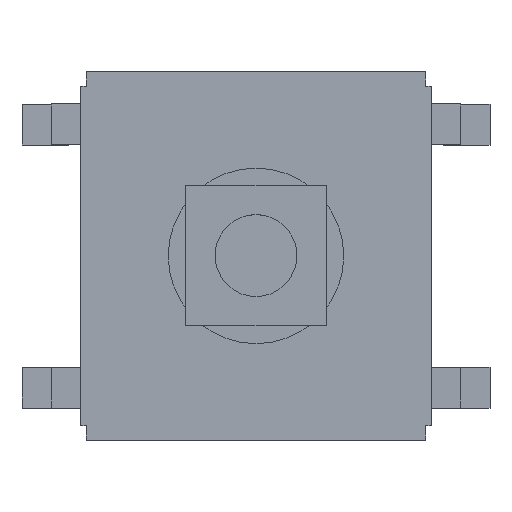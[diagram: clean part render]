
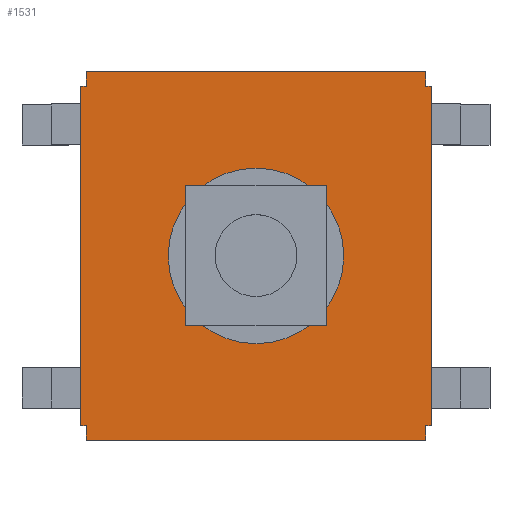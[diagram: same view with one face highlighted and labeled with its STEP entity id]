
A CAD part, top view. The second image highlights one B-rep face of the part: STEP entity #1531.
In plain terms, the highlighted planar face has unit normal (0, 0, 1).
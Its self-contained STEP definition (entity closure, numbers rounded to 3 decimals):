
#16=CIRCLE('',#1624,1.5);
#25=FACE_BOUND('',#160,.T.);
#76=FACE_OUTER_BOUND('',#159,.T.);
#159=EDGE_LOOP('',(#1182,#1183,#1184,#1185,#1186,#1187,#1188,#1189,#1190,
#1191,#1192,#1193));
#160=EDGE_LOOP('',(#1194));
#278=LINE('',#2190,#476);
#281=LINE('',#2197,#479);
#286=LINE('',#2208,#484);
#293=LINE('',#2221,#491);
#342=LINE('',#2319,#540);
#343=LINE('',#2322,#541);
#346=LINE('',#2328,#544);
#347=LINE('',#2330,#545);
#348=LINE('',#2332,#546);
#349=LINE('',#2333,#547);
#350=LINE('',#2334,#548);
#351=LINE('',#2335,#549);
#476=VECTOR('',#1783,1.);
#479=VECTOR('',#1788,1.);
#484=VECTOR('',#1797,1.);
#491=VECTOR('',#1808,1.);
#540=VECTOR('',#1897,1.);
#541=VECTOR('',#1900,1.);
#544=VECTOR('',#1905,1.);
#545=VECTOR('',#1906,1.);
#546=VECTOR('',#1907,1.);
#547=VECTOR('',#1908,1.);
#548=VECTOR('',#1909,1.);
#549=VECTOR('',#1910,1.);
#652=VERTEX_POINT('',#2182);
#655=VERTEX_POINT('',#2188);
#657=VERTEX_POINT('',#2194);
#658=VERTEX_POINT('',#2196);
#660=VERTEX_POINT('',#2204);
#662=VERTEX_POINT('',#2207);
#665=VERTEX_POINT('',#2218);
#666=VERTEX_POINT('',#2220);
#696=VERTEX_POINT('',#2321);
#698=VERTEX_POINT('',#2327);
#699=VERTEX_POINT('',#2329);
#700=VERTEX_POINT('',#2331);
#701=VERTEX_POINT('',#2336);
#806=EDGE_CURVE('',#655,#652,#278,.T.);
#809=EDGE_CURVE('',#658,#657,#281,.T.);
#814=EDGE_CURVE('',#662,#660,#286,.T.);
#821=EDGE_CURVE('',#665,#666,#293,.T.);
#870=EDGE_CURVE('',#658,#655,#342,.T.);
#871=EDGE_CURVE('',#696,#652,#343,.T.);
#874=EDGE_CURVE('',#698,#696,#346,.T.);
#875=EDGE_CURVE('',#657,#699,#347,.T.);
#876=EDGE_CURVE('',#699,#700,#348,.T.);
#877=EDGE_CURVE('',#700,#666,#349,.T.);
#878=EDGE_CURVE('',#665,#662,#350,.T.);
#879=EDGE_CURVE('',#660,#698,#351,.T.);
#880=EDGE_CURVE('',#701,#701,#16,.T.);
#1182=ORIENTED_EDGE('',*,*,#874,.T.);
#1183=ORIENTED_EDGE('',*,*,#871,.T.);
#1184=ORIENTED_EDGE('',*,*,#806,.F.);
#1185=ORIENTED_EDGE('',*,*,#870,.F.);
#1186=ORIENTED_EDGE('',*,*,#809,.T.);
#1187=ORIENTED_EDGE('',*,*,#875,.T.);
#1188=ORIENTED_EDGE('',*,*,#876,.T.);
#1189=ORIENTED_EDGE('',*,*,#877,.T.);
#1190=ORIENTED_EDGE('',*,*,#821,.F.);
#1191=ORIENTED_EDGE('',*,*,#878,.T.);
#1192=ORIENTED_EDGE('',*,*,#814,.T.);
#1193=ORIENTED_EDGE('',*,*,#879,.T.);
#1194=ORIENTED_EDGE('',*,*,#880,.F.);
#1376=PLANE('',#1623);
#1531=ADVANCED_FACE('',(#76,#25),#1376,.T.);
#1623=AXIS2_PLACEMENT_3D('',#2326,#1903,#1904);
#1624=AXIS2_PLACEMENT_3D('',#2337,#1911,#1912);
#1783=DIRECTION('',(0.,1.,0.));
#1788=DIRECTION('',(0.,1.,0.));
#1797=DIRECTION('',(0.,-1.,0.));
#1808=DIRECTION('',(0.,-1.,0.));
#1897=DIRECTION('',(-1.,0.,0.));
#1900=DIRECTION('',(1.,0.,0.));
#1903=DIRECTION('center_axis',(0.,0.,1.));
#1904=DIRECTION('ref_axis',(1.,0.,0.));
#1905=DIRECTION('',(0.,-1.,0.));
#1906=DIRECTION('',(1.,0.,0.));
#1907=DIRECTION('',(0.,1.,0.));
#1908=DIRECTION('',(-1.,0.,0.));
#1909=DIRECTION('',(-1.,0.,0.));
#1910=DIRECTION('',(-1.,0.,0.));
#1911=DIRECTION('center_axis',(0.,0.,1.));
#1912=DIRECTION('ref_axis',(0.,-1.,0.));
#2182=CARTESIAN_POINT('',(-2.9,-2.9,2.65));
#2188=CARTESIAN_POINT('',(-2.9,-3.15,2.65));
#2190=CARTESIAN_POINT('',(-2.9,-3.15,2.65));
#2194=CARTESIAN_POINT('',(2.9,-2.9,2.65));
#2196=CARTESIAN_POINT('',(2.9,-3.15,2.65));
#2197=CARTESIAN_POINT('',(2.9,-3.15,2.65));
#2204=CARTESIAN_POINT('',(-2.9,2.9,2.65));
#2207=CARTESIAN_POINT('',(-2.9,3.15,2.65));
#2208=CARTESIAN_POINT('',(-2.9,3.15,2.65));
#2218=CARTESIAN_POINT('',(2.9,3.15,2.65));
#2220=CARTESIAN_POINT('',(2.9,2.9,2.65));
#2221=CARTESIAN_POINT('',(2.9,3.15,2.65));
#2319=CARTESIAN_POINT('',(2.9,-3.15,2.65));
#2321=CARTESIAN_POINT('',(-3.,-2.9,2.65));
#2322=CARTESIAN_POINT('',(-3.,-2.9,2.65));
#2326=CARTESIAN_POINT('Origin',(-3.,-2.9,2.65));
#2327=CARTESIAN_POINT('',(-3.,2.9,2.65));
#2328=CARTESIAN_POINT('',(-3.,2.9,2.65));
#2329=CARTESIAN_POINT('',(3.,-2.9,2.65));
#2330=CARTESIAN_POINT('',(-3.,-2.9,2.65));
#2331=CARTESIAN_POINT('',(3.,2.9,2.65));
#2332=CARTESIAN_POINT('',(3.,-2.9,2.65));
#2333=CARTESIAN_POINT('',(3.,2.9,2.65));
#2334=CARTESIAN_POINT('',(2.9,3.15,2.65));
#2335=CARTESIAN_POINT('',(3.,2.9,2.65));
#2336=CARTESIAN_POINT('',(1.5,0.,2.65));
#2337=CARTESIAN_POINT('Origin',(0.,0.,2.65));
